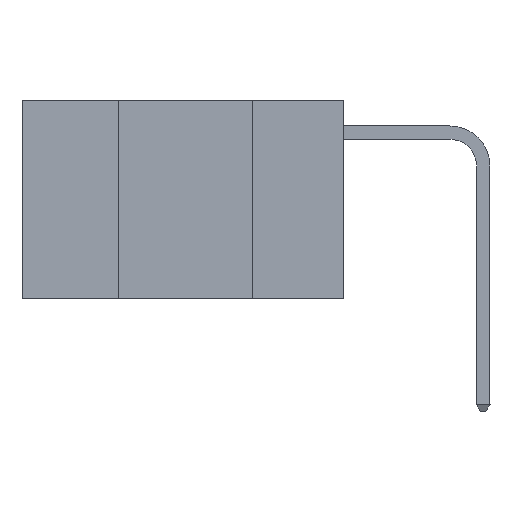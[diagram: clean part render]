
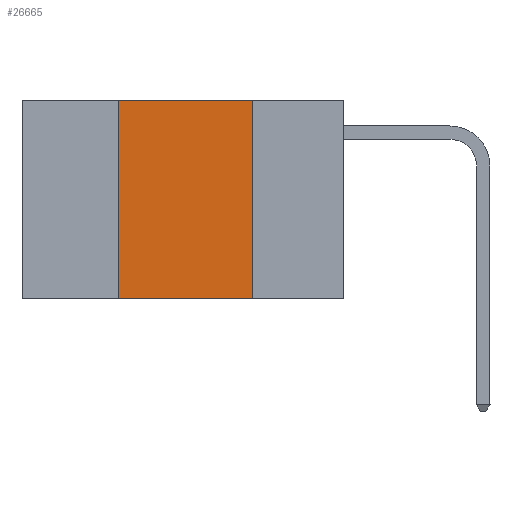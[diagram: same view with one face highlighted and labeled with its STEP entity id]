
A CAD part, left-side view. The second image highlights one B-rep face of the part: STEP entity #26665.
In plain terms, the highlighted planar face has unit normal (-1, 0, 0).
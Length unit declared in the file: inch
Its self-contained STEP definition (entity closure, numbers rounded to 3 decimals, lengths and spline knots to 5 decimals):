
#244 = ORIENTED_EDGE ( 'NONE', *, *, #15127, .F. ) ;
#343 = AXIS2_PLACEMENT_3D ( 'NONE', #4097, #23590, #12710 ) ;
#985 = EDGE_CURVE ( 'NONE', #18904, #21719, #6660, .T. ) ;
#1263 = ORIENTED_EDGE ( 'NONE', *, *, #985, .F. ) ;
#2387 = LINE ( 'NONE', #12124, #5193 ) ;
#3767 = VECTOR ( 'NONE', #4489, 39.37008 ) ;
#4097 = CARTESIAN_POINT ( 'NONE',  ( 0., 0.6, 0. ) ) ;
#4489 = DIRECTION ( 'NONE',  ( 0., 0., -1. ) ) ;
#5193 = VECTOR ( 'NONE', #27269, 39.37008 ) ;
#6660 = LINE ( 'NONE', #15400, #3767 ) ;
#7078 = VECTOR ( 'NONE', #24690, 39.37008 ) ;
#7093 = CARTESIAN_POINT ( 'NONE',  ( 0., 0.42, 0. ) ) ;
#7846 = CARTESIAN_POINT ( 'NONE',  ( 0., 0.17, -0.37 ) ) ;
#10785 = LINE ( 'NONE', #21388, #13510 ) ;
#11660 = ORIENTED_EDGE ( 'NONE', *, *, #14769, .F. ) ;
#12124 = CARTESIAN_POINT ( 'NONE',  ( 0., 0.6, -0.37 ) ) ;
#12710 = DIRECTION ( 'NONE',  ( 0., 0., -1. ) ) ;
#13510 = VECTOR ( 'NONE', #28076, 39.37008 ) ;
#14769 = EDGE_CURVE ( 'NONE', #19022, #17905, #26265, .T. ) ;
#14872 = PLANE ( 'NONE',  #343 ) ;
#15127 = EDGE_CURVE ( 'NONE', #17905, #18904, #10785, .T. ) ;
#15400 = CARTESIAN_POINT ( 'NONE',  ( 0., 0.17, 0. ) ) ;
#17520 = EDGE_LOOP ( 'NONE', ( #1263, #244, #11660, #21504 ) ) ;
#17905 = VERTEX_POINT ( 'NONE', #19956 ) ;
#18904 = VERTEX_POINT ( 'NONE', #26718 ) ;
#19022 = VERTEX_POINT ( 'NONE', #21745 ) ;
#19027 = EDGE_CURVE ( 'NONE', #19022, #21719, #2387, .T. ) ;
#19956 = CARTESIAN_POINT ( 'NONE',  ( 0., 0.42, 0. ) ) ;
#21388 = CARTESIAN_POINT ( 'NONE',  ( 0., 0.6, 0. ) ) ;
#21433 = FACE_OUTER_BOUND ( 'NONE', #17520, .T. ) ;
#21504 = ORIENTED_EDGE ( 'NONE', *, *, #19027, .T. ) ;
#21719 = VERTEX_POINT ( 'NONE', #7846 ) ;
#21745 = CARTESIAN_POINT ( 'NONE',  ( 0., 0.42, -0.37 ) ) ;
#23590 = DIRECTION ( 'NONE',  ( 1., 0., 0. ) ) ;
#24690 = DIRECTION ( 'NONE',  ( 0., 0., 1. ) ) ;
#26265 = LINE ( 'NONE', #7093, #7078 ) ;
#26665 = ADVANCED_FACE ( 'NONE', ( #21433 ), #14872, .F. ) ;
#26718 = CARTESIAN_POINT ( 'NONE',  ( 0., 0.17, 0. ) ) ;
#27269 = DIRECTION ( 'NONE',  ( 0., -1., 0. ) ) ;
#28076 = DIRECTION ( 'NONE',  ( 0., -1., 0. ) ) ;
